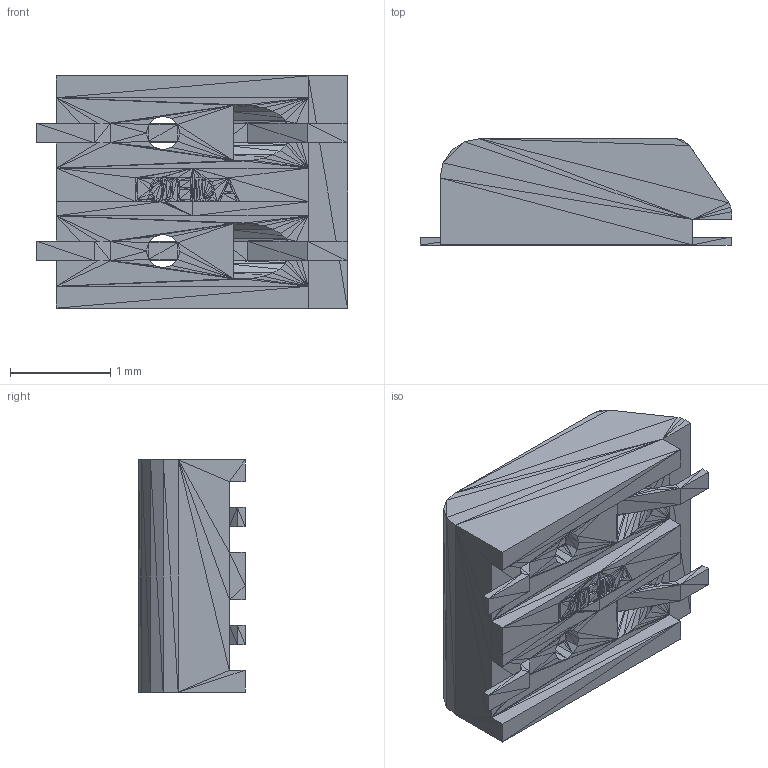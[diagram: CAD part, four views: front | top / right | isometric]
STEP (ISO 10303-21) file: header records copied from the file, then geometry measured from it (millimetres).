
FILE_DESCRIPTION(('FreeCAD Model'),'2;1');
FILE_NAME('Open CASCADE Shape Model','2023-11-30T14:13:35',(''),(''), 'Open CASCADE STEP processor 7.6','FreeCAD','Unknown');
FILE_SCHEMA(('AUTOMOTIVE_DESIGN { 1 0 10303 214 1 1 1 1 }'));
Length unit declared in the file: millimetre
Products named in the file (1): _wayconn001
Bounding box: 3.11 x 1.06 x 2.32 mm (x, y, z)
Surface area: 30.6 mm2 (no closed solid volume)
Topology: 0 solids, 1 shells, 958 faces, 1437 edges, 465 vertices
Faces by surface type: plane 958
Entity records: 18683 total; most frequent: DIRECTION 3355, ORIENTED_EDGE 2874, CARTESIAN_POINT 2861, EDGE_CURVE 1437, LINE 1437, VECTOR 1437, AXIS2_PLACEMENT_3D 959, ADVANCED_FACE 958
